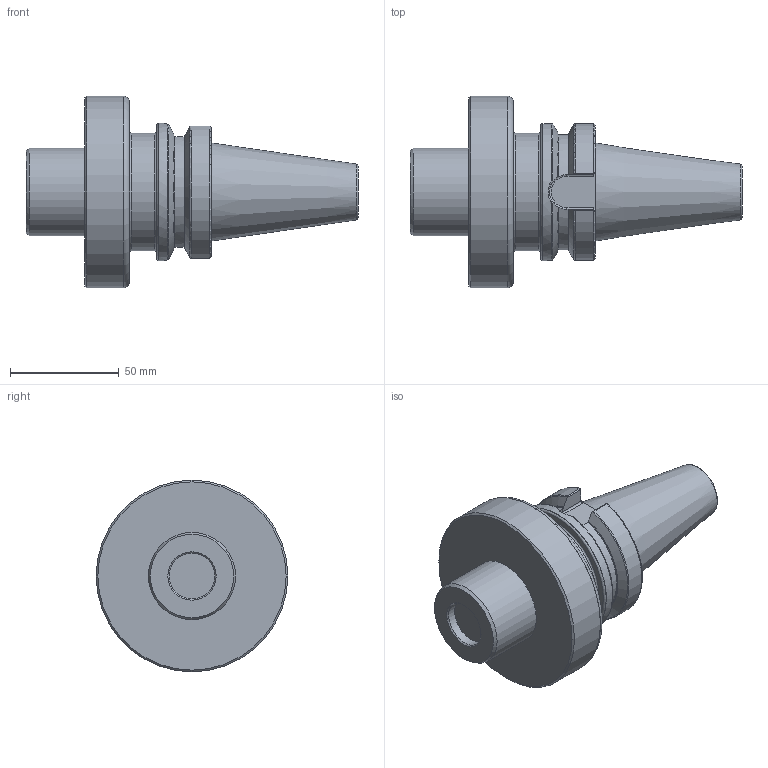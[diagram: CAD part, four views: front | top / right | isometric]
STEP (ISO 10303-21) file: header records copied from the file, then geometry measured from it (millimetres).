
FILE_DESCRIPTION(/* description */ (''),/* implementation_level */ '2;1');
FILE_NAME(/* name */ 'ABT40-FM-40-060.stp',/* time_stamp */ '2024-11-22T12:03:23+03:00',/* author */ (''),/* organization */ (''),/* preprocessor_version */ 'ST-DEVELOPER v19.4',/* originating_system */ 'SIEMENS PLM Software NX2306.9102',/* authorisation */ '');
FILE_SCHEMA (('AUTOMOTIVE_DESIGN { 1 0 10303 214 3 1 1 1 }'));
Length unit declared in the file: millimetre
Products named in the file (1): ABT40-FM-40-060-LIGHT
Bounding box: 152.4 x 88 x 88 mm (x, y, z)
Volume: 319320.6 mm3; surface area: 36801 mm2
Topology: 1 solids, 1 shells, 76 faces, 188 edges, 119 vertices
Faces by surface type: plane 25, cylinder 19, torus 17, cone 13, bspline 2
Full cylindrical faces by diameter (mm): 21 x1, 40 x1, 54 x1, 63 x1, 88 x1
Entity records: 2478 total; most frequent: CARTESIAN_POINT 779, ORIENTED_EDGE 340, DIRECTION 332, EDGE_CURVE 170, AXIS2_PLACEMENT_3D 139, VERTEX_POINT 118, EDGE_LOOP 98, ADVANCED_FACE 76
